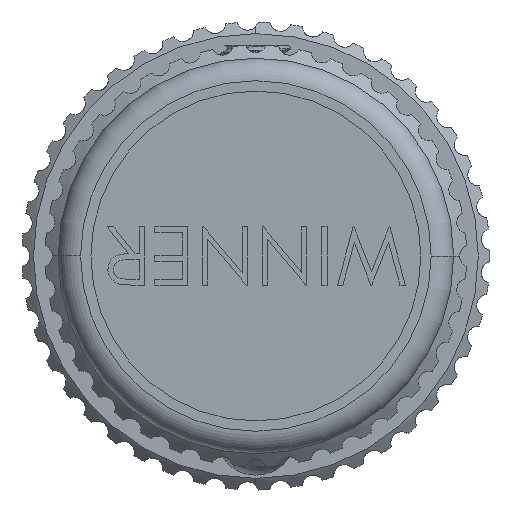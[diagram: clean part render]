
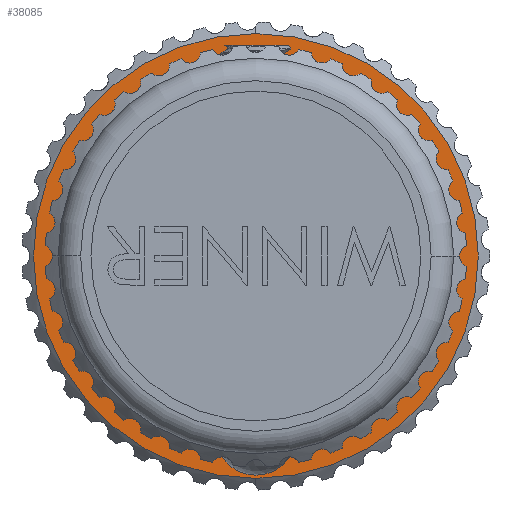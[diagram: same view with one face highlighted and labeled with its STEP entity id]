
A CAD part, left-side view. The second image highlights one B-rep face of the part: STEP entity #38085.
In plain terms, the highlighted planar face has unit normal (-1, 0, 0).
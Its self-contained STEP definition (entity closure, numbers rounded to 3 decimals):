
#484 = ORIENTED_EDGE ( 'NONE', *, *, #40567, .T. ) ;
#516 = ORIENTED_EDGE ( 'NONE', *, *, #9454, .T. ) ;
#562 = ORIENTED_EDGE ( 'NONE', *, *, #9538, .T. ) ;
#7161 = CIRCLE ( 'NONE', #38551, 7.536 ) ;
#7627 = CIRCLE ( 'NONE', #38521, 7.536 ) ;
#9454 = EDGE_CURVE ( 'NONE', #33976, #34335, #7627, .T. ) ;
#9538 = EDGE_CURVE ( 'NONE', #34335, #33976, #7161, .T. ) ;
#10239 = CARTESIAN_POINT ( 'NONE',  ( -6.173, -0.226, -7.397 ) ) ;
#10394 = CARTESIAN_POINT ( 'NONE',  ( -6.173, -0.226, -15.161 ) ) ;
#10413 = CARTESIAN_POINT ( 'NONE',  ( -6.173, -0.226, 15.439 ) ) ;
#10788 = CARTESIAN_POINT ( 'NONE',  ( -6.173, -0.226, 7.675 ) ) ;
#10936 = EDGE_LOOP ( 'NONE', ( #562, #516 ) ) ;
#12339 = EDGE_LOOP ( 'NONE', ( #12714, #484 ) ) ;
#12714 = ORIENTED_EDGE ( 'NONE', *, *, #39601, .T. ) ;
#15232 = CARTESIAN_POINT ( 'NONE',  ( -6.173, -0.226, 0.139 ) ) ;
#15234 = DIRECTION ( 'NONE',  ( -1., 0., 0. ) ) ;
#15236 = DIRECTION ( 'NONE',  ( 0., 0., 1. ) ) ;
#20137 = CARTESIAN_POINT ( 'NONE',  ( -6.173, -0.226, 0.139 ) ) ;
#20155 = DIRECTION ( 'NONE',  ( 1., 0., 0. ) ) ;
#20157 = DIRECTION ( 'NONE',  ( 0., 0., -1. ) ) ;
#23726 = CIRCLE ( 'NONE', #39295, 15.3 ) ;
#25812 = CARTESIAN_POINT ( 'NONE',  ( -6.173, -0.226, 0.139 ) ) ;
#25813 = DIRECTION ( 'NONE',  ( -1., 0., 0. ) ) ;
#25814 = DIRECTION ( 'NONE',  ( 0., 0., 1. ) ) ;
#31271 = FACE_BOUND ( 'NONE', #10936, .T. ) ;
#31412 = FACE_OUTER_BOUND ( 'NONE', #12339, .T. ) ;
#31668 = CIRCLE ( 'NONE', #39237, 15.3 ) ;
#33976 = VERTEX_POINT ( 'NONE', #10239 ) ;
#34335 = VERTEX_POINT ( 'NONE', #10788 ) ;
#34370 = VERTEX_POINT ( 'NONE', #10394 ) ;
#35076 = VERTEX_POINT ( 'NONE', #10413 ) ;
#36017 = DIRECTION ( 'NONE',  ( 0., 0., -1. ) ) ;
#36018 = CARTESIAN_POINT ( 'NONE',  ( -6.173, -0.226, 0.139 ) ) ;
#36020 = DIRECTION ( 'NONE',  ( 1., 0., 0. ) ) ;
#36893 = CARTESIAN_POINT ( 'NONE',  ( -6.173, -0.226, 0.139 ) ) ;
#36896 = PLANE ( 'NONE',  #39585 ) ;
#36898 = DIRECTION ( 'NONE',  ( -1., 0., 0. ) ) ;
#36899 = DIRECTION ( 'NONE',  ( 0., 0., 1. ) ) ;
#38085 = ADVANCED_FACE ( 'NONE', ( #31271, #31412 ), #36896, .T. ) ;
#38521 = AXIS2_PLACEMENT_3D ( 'NONE', #36018, #36020, #36017 ) ;
#38551 = AXIS2_PLACEMENT_3D ( 'NONE', #20137, #20155, #20157 ) ;
#39237 = AXIS2_PLACEMENT_3D ( 'NONE', #25812, #25813, #25814 ) ;
#39295 = AXIS2_PLACEMENT_3D ( 'NONE', #15232, #15234, #15236 ) ;
#39585 = AXIS2_PLACEMENT_3D ( 'NONE', #36893, #36898, #36899 ) ;
#39601 = EDGE_CURVE ( 'NONE', #34370, #35076, #31668, .T. ) ;
#40567 = EDGE_CURVE ( 'NONE', #35076, #34370, #23726, .T. ) ;
